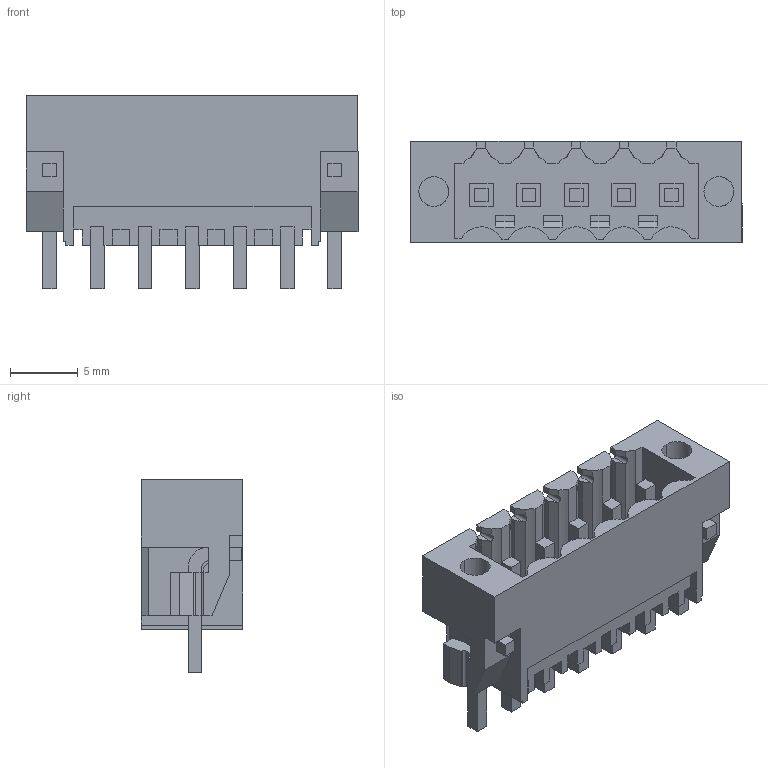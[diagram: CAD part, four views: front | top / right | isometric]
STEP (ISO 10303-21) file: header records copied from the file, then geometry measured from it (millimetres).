
FILE_DESCRIPTION(('CATIA V5 STEP Exchange','CAx-IF Rec.Pracs.--- Model Styling and Organization---1.2---2011-12-15'),'2;1');
FILE_NAME ('D1457272_0_1842570000_1842570000.stp','2018-03-20T12:06:13+00:00',('none'),('Weidmueller'),'CATIA Version 5-6 Release 2014','CATIA V5 STEP AP214','none');
FILE_SCHEMA(('AUTOMOTIVE_DESIGN { 1 0 10303 214 1 1 1 1 }'));
Length unit declared in the file: millimetre
Products named in the file (1): 1842570000
Bounding box: 24.45 x 7.45 x 14.25 mm (x, y, z)
Volume: 920.8 mm3; surface area: 2280.5 mm2
Topology: 8 solids, 8 shells, 484 faces, 1408 edges, 951 vertices
Faces by surface type: plane 437, cylinder 47
Entity records: 15523 total; most frequent: CARTESIAN_POINT 2865, ORIENTED_EDGE 2816, DIRECTION 2041, EDGE_CURVE 1408, VECTOR 1294, LINE 1294, VERTEX_POINT 951, EDGE_LOOP 509
